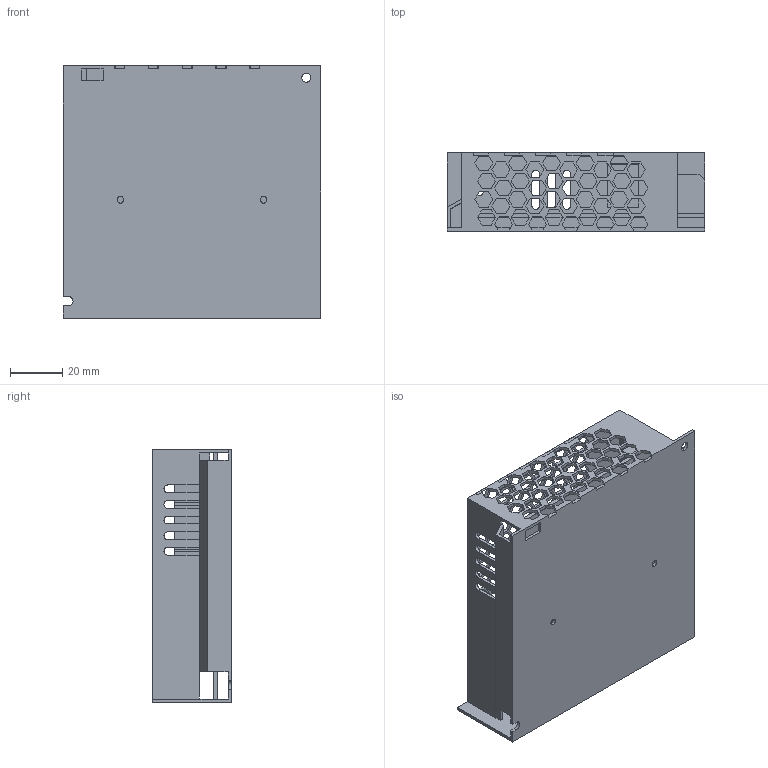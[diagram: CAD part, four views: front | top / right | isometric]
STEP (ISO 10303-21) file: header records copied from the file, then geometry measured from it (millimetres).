
FILE_DESCRIPTION (( 'STEP AP203' ), '1' );
FILE_NAME ('SMPS SMALL_LRS-75-12.STEP', '2022-12-21T06:10:09', ( '' ), ( '' ), 'SwSTEP 2.0', 'SolidWorks 2023', '' );
FILE_SCHEMA (( 'CONFIG_CONTROL_DESIGN' ));
Length unit declared in the file: millimetre
Products named in the file (1): SMPS SMALL_LRS-75-12
Bounding box: 99 x 30.2 x 97 mm (x, y, z)
Volume: 44731.6 mm3; surface area: 70501.5 mm2
Topology: 7 solids, 7 shells, 1229 faces, 3697 edges, 2446 vertices
Faces by surface type: plane 1164, cylinder 55, cone 10
Entity records: 41516 total; most frequent: CARTESIAN_POINT 7409, ORIENTED_EDGE 7394, DIRECTION 6261, EDGE_CURVE 3697, LINE 3569, VECTOR 3569, VERTEX_POINT 2446, EDGE_LOOP 1579
